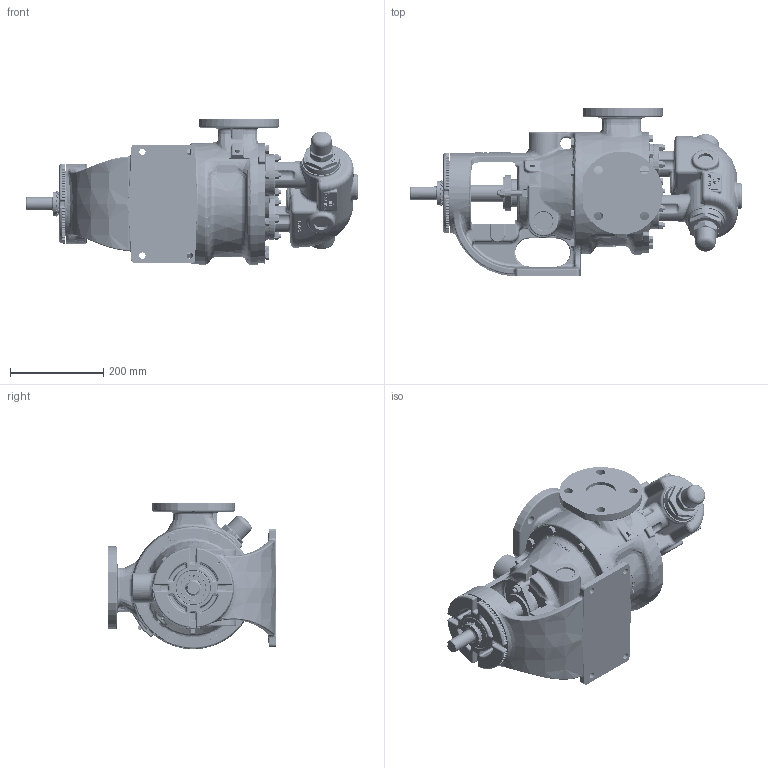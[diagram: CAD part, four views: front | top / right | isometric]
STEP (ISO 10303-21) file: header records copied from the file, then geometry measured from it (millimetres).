
FILE_DESCRIPTION (( 'STEP AP214' ), '1' );
FILE_NAME ('LV-4075.STEP', '2021-05-18T19:12:12', ( '' ), ( '' ), 'SwSTEP 2.0', 'SolidWorks 2020', '' );
FILE_SCHEMA (( 'AUTOMOTIVE_DESIGN' ));
Length unit declared in the file: inch
Products named in the file (1): LV-4075
Bounding box: 712.39 x 360.43 x 314.82 mm (x, y, z)
Volume: 14517883.1 mm3; surface area: 1417951.3 mm2
Topology: 1 solids, 1 shells, 5029 faces, 12768 edges, 7803 vertices
Faces by surface type: bspline 1481, plane 1433, cone 955, cylinder 744, torus 296, sphere 120
Entity records: 320141 total; most frequent: CARTESIAN_POINT 179524, ORIENTED_EDGE 25268, DIRECTION 18640, EDGE_CURVE 12634, VERTEX_POINT 7799, AXIS2_PLACEMENT_3D 7511, EDGE_LOOP 5295, FACE_OUTER_BOUND 5029
